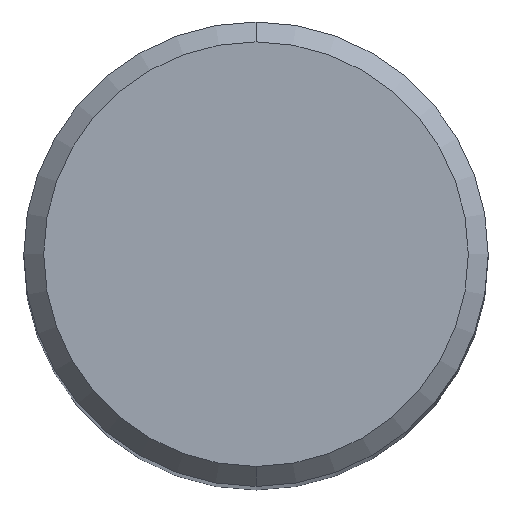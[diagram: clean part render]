
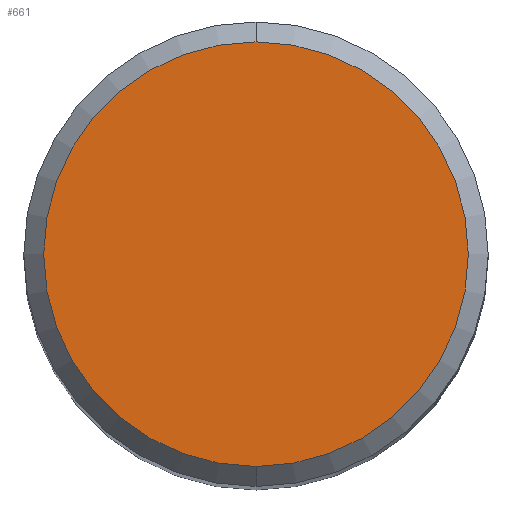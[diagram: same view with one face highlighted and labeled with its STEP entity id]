
A CAD part, top view. The second image highlights one B-rep face of the part: STEP entity #661.
In plain terms, the highlighted planar face has unit normal (0, 0, 1).
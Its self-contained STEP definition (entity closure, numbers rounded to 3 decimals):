
#367=EDGE_CURVE('',#637,#427,#943,.T.);
#427=VERTEX_POINT('',#1007);
#621=EDGE_CURVE('',#427,#637,#1221,.T.);
#637=VERTEX_POINT('',#1240);
#661=ADVANCED_FACE('',(#1269),#1270,.T.);
#943=CIRCLE('',#2361,6.4);
#1007=CARTESIAN_POINT('',(0.,-6.4,0.0));
#1221=CIRCLE('',#3913,6.4);
#1240=CARTESIAN_POINT('',(0.0,6.4,0.0));
#1269=FACE_OUTER_BOUND('',#4002,.T.);
#1270=PLANE('',#4003);
#2361=AXIS2_PLACEMENT_3D('',#6081,#6082,#6083);
#3913=AXIS2_PLACEMENT_3D('',#6370,#6371,#6372);
#4002=EDGE_LOOP('',(#6460,#6461));
#4003=AXIS2_PLACEMENT_3D('',#6462,#6463,#6464);
#6081=CARTESIAN_POINT('',(0.0,0.0,0.0));
#6082=DIRECTION('',(0.0,0.0,-1.0));
#6083=DIRECTION('',(0.0,1.0,0.0));
#6370=CARTESIAN_POINT('',(0.0,0.0,0.0));
#6371=DIRECTION('',(0.0,0.0,-1.0));
#6372=DIRECTION('',(0.0,1.0,0.0));
#6460=ORIENTED_EDGE('',*,*,#367,.F.);
#6461=ORIENTED_EDGE('',*,*,#621,.F.);
#6462=CARTESIAN_POINT('',(0.0,3.2,0.0));
#6463=DIRECTION('',(-0.0,0.0,1.0));
#6464=DIRECTION('',(0.0,-1.0,0.0));
